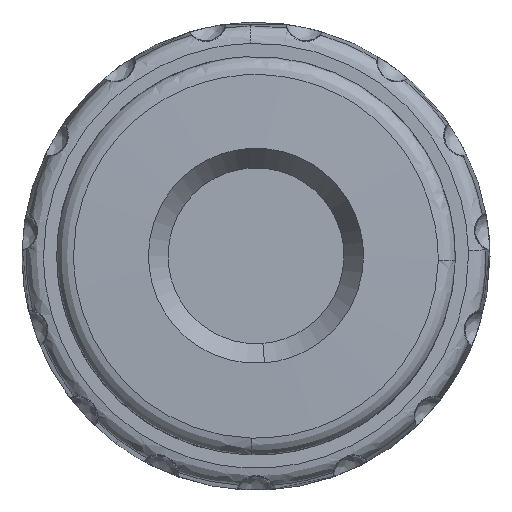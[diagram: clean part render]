
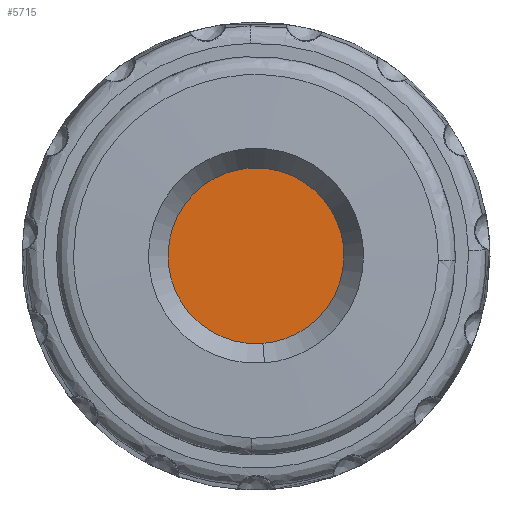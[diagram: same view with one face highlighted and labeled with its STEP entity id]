
A CAD part, top view. The second image highlights one B-rep face of the part: STEP entity #5715.
In plain terms, the highlighted free-form (B-spline) face has degree [1, 1] with [2, 2] control points.
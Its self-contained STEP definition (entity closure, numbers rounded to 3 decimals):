
#869=CARTESIAN_POINT('',(-3.0,0.0,10.0));
#870=VERTEX_POINT('',#869);
#871=CARTESIAN_POINT('',(-0.235,2.991,10.));
#872=VERTEX_POINT('',#871);
#873=CARTESIAN_POINT('',(-3.0,0.0,10.0));
#874=CARTESIAN_POINT('',(-3.,2.773,10.));
#875=CARTESIAN_POINT('',(-0.235,2.991,10.));
#883=(BOUNDED_CURVE()B_SPLINE_CURVE(2,(#873,#874,#875),.UNSPECIFIED.,.F.,.U.)B_SPLINE_CURVE_WITH_KNOTS((3,3),(0.0,0.236),.UNSPECIFIED.)CURVE()GEOMETRIC_REPRESENTATION_ITEM()RATIONAL_B_SPLINE_CURVE((1.0,0.723,0.97))REPRESENTATION_ITEM(''));
#884=EDGE_CURVE('',#870,#872,#883,.T.);
#925=CARTESIAN_POINT('',(0.235,-2.991,10.));
#926=VERTEX_POINT('',#925);
#932=CARTESIAN_POINT('',(0.235,-2.991,10.));
#933=CARTESIAN_POINT('',(0.118,-3.,10.));
#934=CARTESIAN_POINT('',(0.0,-3.0,10.0));
#935=CARTESIAN_POINT('',(-3.0,-3.0,10.));
#936=CARTESIAN_POINT('',(-3.0,0.0,10.0));
#944=(BOUNDED_CURVE()B_SPLINE_CURVE(2,(#932,#933,#934,#935,#936),.UNSPECIFIED.,.F.,.U.)B_SPLINE_CURVE_WITH_KNOTS((3,2,3),(0.736,0.75,1.0),.UNSPECIFIED.)CURVE()GEOMETRIC_REPRESENTATION_ITEM()RATIONAL_B_SPLINE_CURVE((0.97,0.984,1.0,0.707,1.0))REPRESENTATION_ITEM(''));
#945=EDGE_CURVE('',#926,#870,#944,.T.);
#968=CARTESIAN_POINT('',(3.0,0.0,10.0));
#969=VERTEX_POINT('',#968);
#970=CARTESIAN_POINT('',(-0.235,2.991,10.));
#971=CARTESIAN_POINT('',(-0.118,3.0,10.0));
#972=CARTESIAN_POINT('',(0.0,3.0,10.0));
#973=CARTESIAN_POINT('',(3.0,3.0,10.));
#974=CARTESIAN_POINT('',(3.0,0.0,10.0));
#982=(BOUNDED_CURVE()B_SPLINE_CURVE(2,(#970,#971,#972,#973,#974),.UNSPECIFIED.,.F.,.U.)B_SPLINE_CURVE_WITH_KNOTS((3,2,3),(0.236,0.25,0.5),.UNSPECIFIED.)CURVE()GEOMETRIC_REPRESENTATION_ITEM()RATIONAL_B_SPLINE_CURVE((0.97,0.984,1.0,0.707,1.0))REPRESENTATION_ITEM(''));
#983=EDGE_CURVE('',#872,#969,#982,.T.);
#985=CARTESIAN_POINT('',(3.0,0.0,10.0));
#986=CARTESIAN_POINT('',(3.0,-2.773,10.0));
#987=CARTESIAN_POINT('',(0.235,-2.991,10.));
#995=(BOUNDED_CURVE()B_SPLINE_CURVE(2,(#985,#986,#987),.UNSPECIFIED.,.F.,.U.)B_SPLINE_CURVE_WITH_KNOTS((3,3),(0.5,0.736),.UNSPECIFIED.)CURVE()GEOMETRIC_REPRESENTATION_ITEM()RATIONAL_B_SPLINE_CURVE((1.0,0.723,0.97))REPRESENTATION_ITEM(''));
#996=EDGE_CURVE('',#969,#926,#995,.T.);
#5704=CARTESIAN_POINT('',(-3.3,-3.299,10.0));
#5705=CARTESIAN_POINT('',(3.3,-3.299,10.0));
#5706=CARTESIAN_POINT('',(-3.3,3.299,10.0));
#5707=CARTESIAN_POINT('',(3.3,3.299,10.0));
#5708=B_SPLINE_SURFACE_WITH_KNOTS('',1,1,((#5704,#5706),(#5705,#5707)),.UNSPECIFIED.,.F.,.F.,.U.,(2,2),(2,2),(0.0,6.599),(0.0,6.598),.UNSPECIFIED.);
#5709=ORIENTED_EDGE('',*,*,#945,.F.);
#5710=ORIENTED_EDGE('',*,*,#996,.F.);
#5711=ORIENTED_EDGE('',*,*,#983,.F.);
#5712=ORIENTED_EDGE('',*,*,#884,.F.);
#5713=EDGE_LOOP('',(#5709,#5710,#5711,#5712));
#5714=FACE_OUTER_BOUND('',#5713,.T.);
#5715=ADVANCED_FACE('',(#5714),#5708,.T.);
